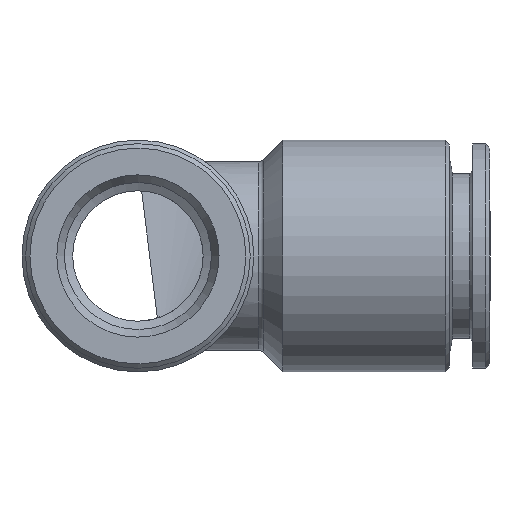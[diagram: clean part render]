
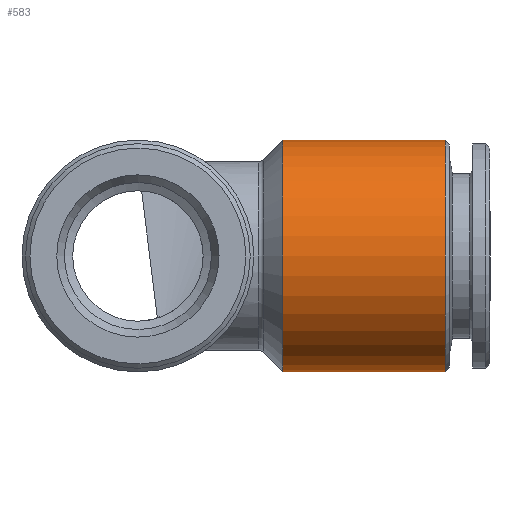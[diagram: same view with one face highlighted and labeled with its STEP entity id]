
A CAD part, left-side view. The second image highlights one B-rep face of the part: STEP entity #583.
In plain terms, the highlighted cylindrical face has radius 8 mm (diameter 16 mm), a full revolution.
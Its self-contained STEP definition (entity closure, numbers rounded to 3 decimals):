
#32=CYLINDRICAL_SURFACE('',#682,8.);
#139=ORIENTED_EDGE('',*,*,#217,.T.);
#140=ORIENTED_EDGE('',*,*,#225,.T.);
#217=EDGE_CURVE('',#271,#271,#319,.T.);
#225=EDGE_CURVE('',#279,#279,#327,.T.);
#271=VERTEX_POINT('',#1381);
#279=VERTEX_POINT('',#1407);
#319=CIRCLE('',#665,8.);
#327=CIRCLE('',#683,8.);
#400=EDGE_LOOP('',(#139));
#401=EDGE_LOOP('',(#140));
#502=FACE_BOUND('',#400,.T.);
#503=FACE_BOUND('',#401,.T.);
#583=ADVANCED_FACE('',(#502,#503),#32,.T.);
#665=AXIS2_PLACEMENT_3D('',#1380,#814,#815);
#682=AXIS2_PLACEMENT_3D('',#1405,#848,#849);
#683=AXIS2_PLACEMENT_3D('',#1406,#850,#851);
#814=DIRECTION('',(0.,-1.,0.));
#815=DIRECTION('',(1.,0.,0.));
#848=DIRECTION('',(0.,1.,0.));
#849=DIRECTION('',(-1.,0.,0.));
#850=DIRECTION('',(0.,1.,0.));
#851=DIRECTION('',(-1.,0.,0.));
#1380=CARTESIAN_POINT('',(0.,-10.,0.));
#1381=CARTESIAN_POINT('',(8.,-10.,0.));
#1405=CARTESIAN_POINT('',(0.,0.,0.));
#1406=CARTESIAN_POINT('',(0.,-21.2,0.));
#1407=CARTESIAN_POINT('',(-8.,-21.2,0.));
